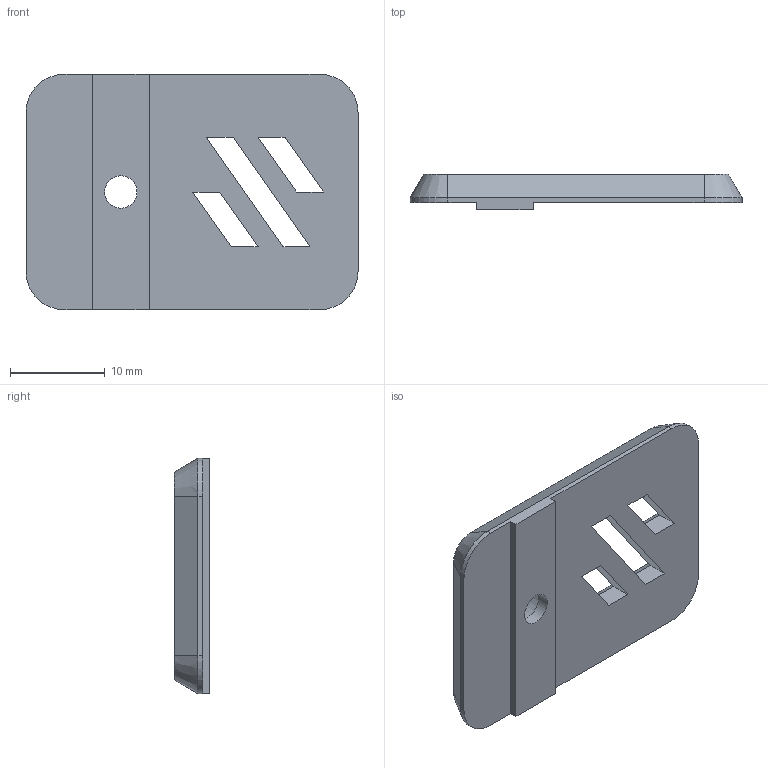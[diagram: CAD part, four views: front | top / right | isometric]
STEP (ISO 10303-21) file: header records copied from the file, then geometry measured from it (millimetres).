
FILE_DESCRIPTION(/* description */ (''),/* implementation_level */ '2;1');
FILE_NAME(/* name */ 'coroplast_support_upper.step',/* time_stamp */ '2019-04-04T08:24:39-06:00',/* author */ ('cpaltzat'),/* organization */ (''),/* preprocessor_version */ 'ST-DEVELOPER v18',/* originating_system */ 'Autodesk Inventor 2020',/* authorisation */ '');
FILE_SCHEMA (('AUTOMOTIVE_DESIGN { 1 0 10303 214 3 1 1 }'));
Length unit declared in the file: millimetre
Products named in the file (1): coroplast_upper_support
Bounding box: 35 x 3.75 x 24.8 mm (x, y, z)
Volume: 2167.4 mm3; surface area: 2079.1 mm2
Topology: 1 solids, 1 shells, 49 faces, 120 edges, 74 vertices
Faces by surface type: plane 39, cylinder 6, cone 4
Full cylindrical faces by diameter (mm): 3.4 x1, 6.5 x1
Entity records: 1465 total; most frequent: CARTESIAN_POINT 244, ORIENTED_EDGE 240, DIRECTION 238, EDGE_CURVE 120, LINE 102, VECTOR 102, VERTEX_POINT 74, AXIS2_PLACEMENT_3D 68
